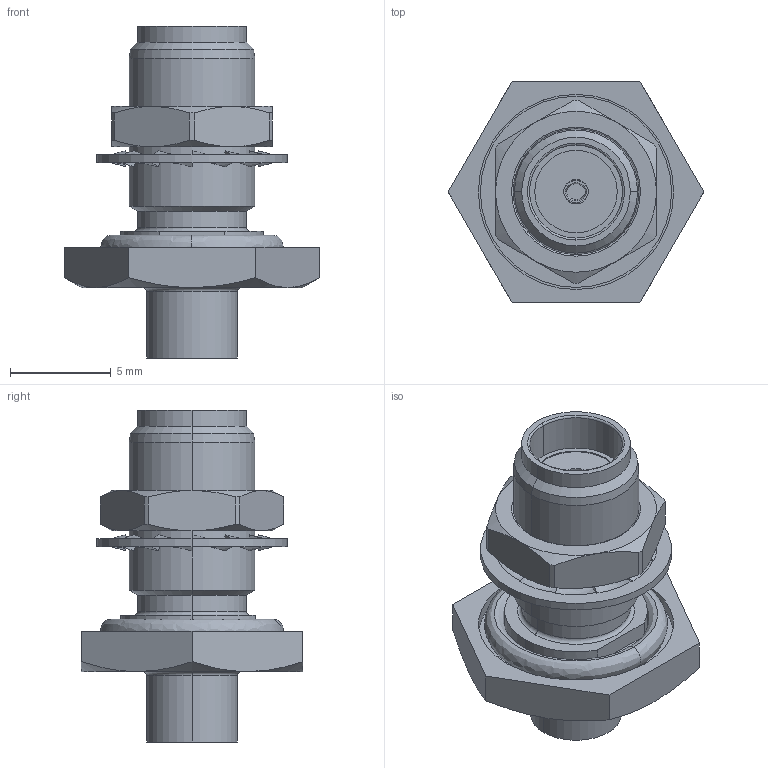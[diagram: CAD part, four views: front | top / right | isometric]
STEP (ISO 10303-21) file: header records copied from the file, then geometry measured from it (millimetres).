
FILE_DESCRIPTION (( 'STEP AP214' ), '1' );
FILE_NAME ('J01151A0911.STEP', '2015-07-08T05:44:07', ( '' ), ( '' ), 'SwSTEP 2.0', 'SolidWorks 2015', '' );
FILE_SCHEMA (( 'AUTOMOTIVE_DESIGN' ));
Length unit declared in the file: millimetre
Products named in the file (1): J01151A0911
Bounding box: 12.7 x 11 x 16.5 mm (x, y, z)
Volume: 576.9 mm3; surface area: 906.3 mm2
Topology: 3 solids, 3 shells, 171 faces, 420 edges, 263 vertices
Faces by surface type: plane 60, bspline 40, cylinder 32, cone 31, torus 8
Entity records: 7504 total; most frequent: CARTESIAN_POINT 1859, ORIENTED_EDGE 840, DIRECTION 689, EDGE_CURVE 420, VERTEX_POINT 263, AXIS2_PLACEMENT_3D 245, VECTOR 199, LINE 199
